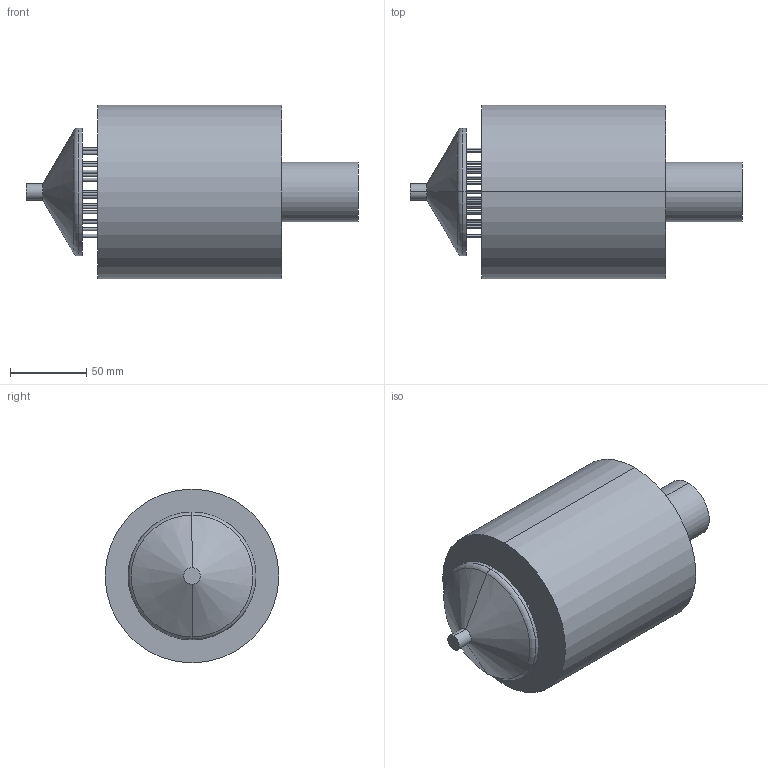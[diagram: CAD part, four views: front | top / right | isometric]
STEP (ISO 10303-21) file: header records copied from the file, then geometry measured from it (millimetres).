
FILE_DESCRIPTION (( 'STEP AP214' ), '1' );
FILE_NAME ('dominioInjetor[1]214.STEP', '2024-05-15T17:18:40', ( '' ), ( '' ), 'SwSTEP 2.0', 'SolidWorks 2023', '' );
FILE_SCHEMA (( 'AUTOMOTIVE_DESIGN' ));
Length unit declared in the file: millimetre
Products named in the file (1): dominioInjetor[1]214
Bounding box: 218 x 114 x 114 mm (x, y, z)
Volume: 1367311 mm3; surface area: 84613.1 mm2
Topology: 1 solids, 1 shells, 63 faces, 168 edges, 110 vertices
Faces by surface type: cylinder 54, plane 5, torus 2, cone 2
Entity records: 2137 total; most frequent: DIRECTION 408, CARTESIAN_POINT 342, ORIENTED_EDGE 336, AXIS2_PLACEMENT_3D 176, EDGE_CURVE 168, CIRCLE 112, VERTEX_POINT 110, EDGE_LOOP 110
